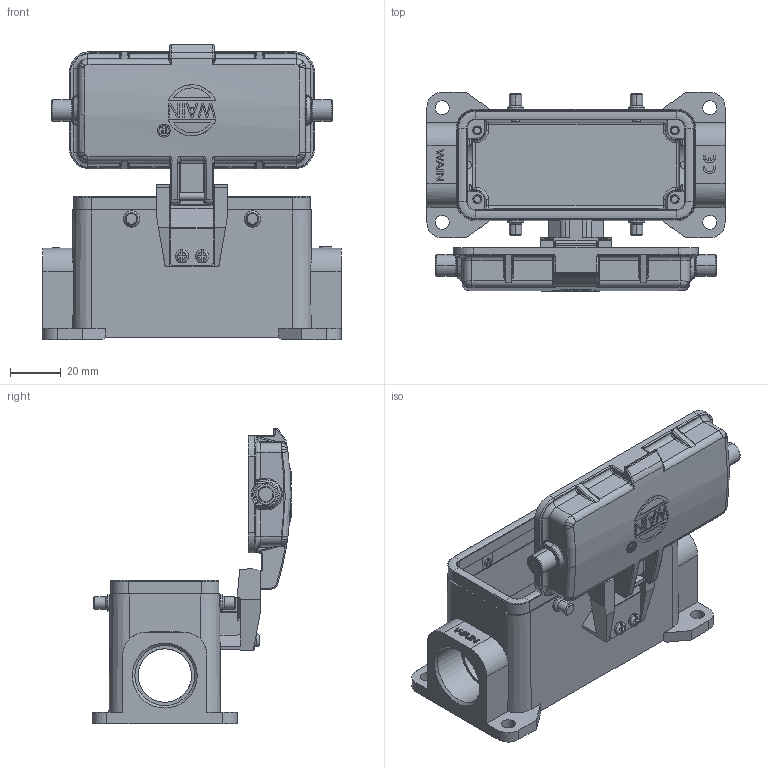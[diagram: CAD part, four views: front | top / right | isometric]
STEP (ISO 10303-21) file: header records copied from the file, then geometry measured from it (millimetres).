
FILE_DESCRIPTION(/* description */ (''),/* implementation_level */ '2;1');
FILE_NAME(/* name */ '3D_1240162701123_HV16B-SF-4B-MCV-2M25_V1.1.STP',/* time_stamp */ '2024-01-04T09:10:45+08:00',/* author */ (''),/* organization */ (''),/* preprocessor_version */ 'ST-DEVELOPER v18.1',/* originating_system */ 'SIEMENS PLM Software NX 1980',/* authorisation */ '');
FILE_SCHEMA (('AUTOMOTIVE_DESIGN { 1 0 10303 214 3 1 1 1 }'));
Products named in the file (1): 14593830C5E2pogj
Bounding box: 117 x 78.35 x 116.12 mm (x, y, z)
Volume: 119207.6 mm3; surface area: 75006.9 mm2
Topology: 27 solids, 27 shells, 1413 faces, 3589 edges, 2246 vertices
Faces by surface type: cylinder 603, plane 481, torus 166, cone 70, bspline 66, sphere 24, extrusion 3
Full cylindrical faces by diameter (mm): 3 x6, 4 x2, 21 x2, 23.5 x2
Entity records: 52481 total; most frequent: CARTESIAN_POINT 19755, ORIENTED_EDGE 7084, DIRECTION 6285, EDGE_CURVE 3542, AXIS2_PLACEMENT_3D 2316, VERTEX_POINT 2233, VECTOR 1653, LINE 1650
